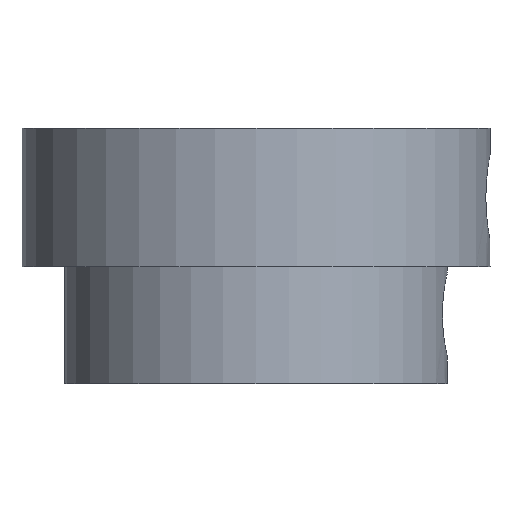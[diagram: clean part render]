
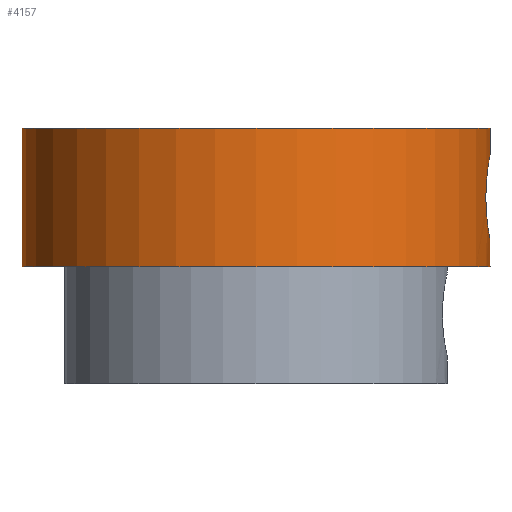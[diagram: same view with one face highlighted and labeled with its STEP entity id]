
A CAD part, front view. The second image highlights one B-rep face of the part: STEP entity #4157.
In plain terms, the highlighted cylindrical face has radius 11 mm (diameter 22 mm), a partial arc.
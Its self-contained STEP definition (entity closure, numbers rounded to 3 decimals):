
#390 = ORIENTED_EDGE ( 'NONE', *, *, #11149, .F. ) ;
#557 = VECTOR ( 'NONE', #12141, 1000. ) ;
#831 = DIRECTION ( 'NONE',  ( 0., 0., 1. ) ) ;
#834 = CARTESIAN_POINT ( 'NONE',  ( 10.93, -1.247, 1.659 ) ) ;
#911 = CARTESIAN_POINT ( 'NONE',  ( 10.953, -1.023, 4.988 ) ) ;
#1008 = CARTESIAN_POINT ( 'NONE',  ( 11., 0., 5.252 ) ) ;
#1094 = CARTESIAN_POINT ( 'NONE',  ( 11., -0.134, 5.252 ) ) ;
#1660 = EDGE_CURVE ( 'NONE', #9506, #5062, #10132, .T. ) ;
#1784 = LINE ( 'NONE', #6469, #557 ) ;
#1802 = CARTESIAN_POINT ( 'NONE',  ( 0., 0., 6.5 ) ) ;
#2155 = DIRECTION ( 'NONE',  ( 0., 0., -1. ) ) ;
#2178 = ORIENTED_EDGE ( 'NONE', *, *, #14598, .F. ) ;
#2188 = CARTESIAN_POINT ( 'NONE',  ( 10.811, -2.028, 2.987 ) ) ;
#2604 = B_SPLINE_CURVE_WITH_KNOTS ( 'NONE', 3,
 ( #8638, #5325, #3027, #12070, #13202, #6439, #14349, #834, #10745, #9989, #13393, #4422, #4663, #2188, #9875, #4362, #8921, #14532, #10019, #10060, #9971, #5590, #13472, #911, #6696, #14635, #11059, #8969, #1094, #1008 ),
 .UNSPECIFIED., .F., .F.,
 ( 4, 2, 2, 2, 2, 2, 2, 2, 2, 2, 2, 2, 2, 2, 4 ),
 ( 0.5, 0.531, 0.562, 0.594, 0.625, 0.687, 0.719, 0.75, 0.781, 0.812, 0.875, 0.906, 0.937, 0.969, 1. ),
 .UNSPECIFIED. ) ;
#2854 = EDGE_CURVE ( 'NONE', #5171, #8218, #2604, .T. ) ;
#3009 = LINE ( 'NONE', #9591, #8643 ) ;
#3027 = CARTESIAN_POINT ( 'NONE',  ( 10.998, -0.269, 1.261 ) ) ;
#3452 = CARTESIAN_POINT ( 'NONE',  ( 11., 0., 5.252 ) ) ;
#3864 = VERTEX_POINT ( 'NONE', #7622 ) ;
#3930 = CARTESIAN_POINT ( 'NONE',  ( 11., 0., 0. ) ) ;
#4157 = ADVANCED_FACE ( 'NONE', ( #8310 ), #7939, .T. ) ;
#4217 = EDGE_CURVE ( 'NONE', #3864, #7565, #4282, .T. ) ;
#4282 = CIRCLE ( 'NONE', #13406, 11. ) ;
#4362 = CARTESIAN_POINT ( 'NONE',  ( 10.809, -2.042, 3.383 ) ) ;
#4395 = CARTESIAN_POINT ( 'NONE',  ( 0., 0., 0. ) ) ;
#4422 = CARTESIAN_POINT ( 'NONE',  ( 10.828, -1.938, 2.606 ) ) ;
#4438 = CARTESIAN_POINT ( 'NONE',  ( 11., 0., 6.5 ) ) ;
#4487 = DIRECTION ( 'NONE',  ( 0., 0., 1. ) ) ;
#4663 = CARTESIAN_POINT ( 'NONE',  ( 10.821, -1.976, 2.73 ) ) ;
#4694 = EDGE_LOOP ( 'NONE', ( #390, #6007, #14661, #6905, #2178, #14522 ) ) ;
#5062 = VERTEX_POINT ( 'NONE', #3930 ) ;
#5171 = VERTEX_POINT ( 'NONE', #7194 ) ;
#5325 = CARTESIAN_POINT ( 'NONE',  ( 11., -0.134, 1.248 ) ) ;
#5436 = DIRECTION ( 'NONE',  ( 1., 0., 0. ) ) ;
#5576 = AXIS2_PLACEMENT_3D ( 'NONE', #1802, #10647, #13016 ) ;
#5590 = CARTESIAN_POINT ( 'NONE',  ( 10.917, -1.35, 4.758 ) ) ;
#6007 = ORIENTED_EDGE ( 'NONE', *, *, #4217, .F. ) ;
#6253 = DIRECTION ( 'NONE',  ( 0., 0., -1. ) ) ;
#6439 = CARTESIAN_POINT ( 'NONE',  ( 10.963, -0.906, 1.451 ) ) ;
#6469 = CARTESIAN_POINT ( 'NONE',  ( -11., 0., 6.5 ) ) ;
#6487 = AXIS2_PLACEMENT_3D ( 'NONE', #4395, #4487, #5436 ) ;
#6696 = CARTESIAN_POINT ( 'NONE',  ( 10.963, -0.906, 5.049 ) ) ;
#6905 = ORIENTED_EDGE ( 'NONE', *, *, #1660, .T. ) ;
#7194 = CARTESIAN_POINT ( 'NONE',  ( 11., 0., 1.248 ) ) ;
#7516 = DIRECTION ( 'NONE',  ( 1., 0., 0. ) ) ;
#7565 = VERTEX_POINT ( 'NONE', #14150 ) ;
#7622 = CARTESIAN_POINT ( 'NONE',  ( -11., 0., 6.5 ) ) ;
#7939 = CYLINDRICAL_SURFACE ( 'NONE', #5576, 11. ) ;
#8218 = VERTEX_POINT ( 'NONE', #3452 ) ;
#8310 = FACE_OUTER_BOUND ( 'NONE', #4694, .T. ) ;
#8515 = LINE ( 'NONE', #4438, #14561 ) ;
#8638 = CARTESIAN_POINT ( 'NONE',  ( 11., 0., 1.248 ) ) ;
#8643 = VECTOR ( 'NONE', #6253, 1000. ) ;
#8921 = CARTESIAN_POINT ( 'NONE',  ( 10.811, -2.028, 3.512 ) ) ;
#8969 = CARTESIAN_POINT ( 'NONE',  ( 10.998, -0.268, 5.239 ) ) ;
#9506 = VERTEX_POINT ( 'NONE', #11886 ) ;
#9591 = CARTESIAN_POINT ( 'NONE',  ( 11., 0., 6.5 ) ) ;
#9875 = CARTESIAN_POINT ( 'NONE',  ( 10.809, -2.042, 3.119 ) ) ;
#9971 = CARTESIAN_POINT ( 'NONE',  ( 10.88, -1.632, 4.481 ) ) ;
#9989 = CARTESIAN_POINT ( 'NONE',  ( 10.88, -1.634, 2.021 ) ) ;
#10019 = CARTESIAN_POINT ( 'NONE',  ( 10.828, -1.937, 3.896 ) ) ;
#10060 = CARTESIAN_POINT ( 'NONE',  ( 10.855, -1.783, 4.259 ) ) ;
#10132 = CIRCLE ( 'NONE', #6487, 11. ) ;
#10647 = DIRECTION ( 'NONE',  ( 0., 0., -1. ) ) ;
#10745 = CARTESIAN_POINT ( 'NONE',  ( 10.917, -1.35, 1.742 ) ) ;
#11059 = CARTESIAN_POINT ( 'NONE',  ( 10.988, -0.53, 5.188 ) ) ;
#11149 = EDGE_CURVE ( 'NONE', #7565, #8218, #8515, .T. ) ;
#11886 = CARTESIAN_POINT ( 'NONE',  ( -11., 0., 0. ) ) ;
#12070 = CARTESIAN_POINT ( 'NONE',  ( 10.988, -0.533, 1.313 ) ) ;
#12141 = DIRECTION ( 'NONE',  ( 0., 0., -1. ) ) ;
#13016 = DIRECTION ( 'NONE',  ( -1., 0., 0. ) ) ;
#13152 = CARTESIAN_POINT ( 'NONE',  ( 0., 0., 6.5 ) ) ;
#13202 = CARTESIAN_POINT ( 'NONE',  ( 10.981, -0.659, 1.351 ) ) ;
#13393 = CARTESIAN_POINT ( 'NONE',  ( 10.855, -1.783, 2.24 ) ) ;
#13406 = AXIS2_PLACEMENT_3D ( 'NONE', #13152, #831, #7516 ) ;
#13472 = CARTESIAN_POINT ( 'NONE',  ( 10.93, -1.246, 4.842 ) ) ;
#14150 = CARTESIAN_POINT ( 'NONE',  ( 11., 0., 6.5 ) ) ;
#14225 = EDGE_CURVE ( 'NONE', #3864, #9506, #1784, .T. ) ;
#14349 = CARTESIAN_POINT ( 'NONE',  ( 10.953, -1.025, 1.514 ) ) ;
#14522 = ORIENTED_EDGE ( 'NONE', *, *, #2854, .T. ) ;
#14532 = CARTESIAN_POINT ( 'NONE',  ( 10.821, -1.976, 3.77 ) ) ;
#14561 = VECTOR ( 'NONE', #2155, 1000. ) ;
#14598 = EDGE_CURVE ( 'NONE', #5171, #5062, #3009, .T. ) ;
#14635 = CARTESIAN_POINT ( 'NONE',  ( 10.981, -0.659, 5.149 ) ) ;
#14661 = ORIENTED_EDGE ( 'NONE', *, *, #14225, .T. ) ;
